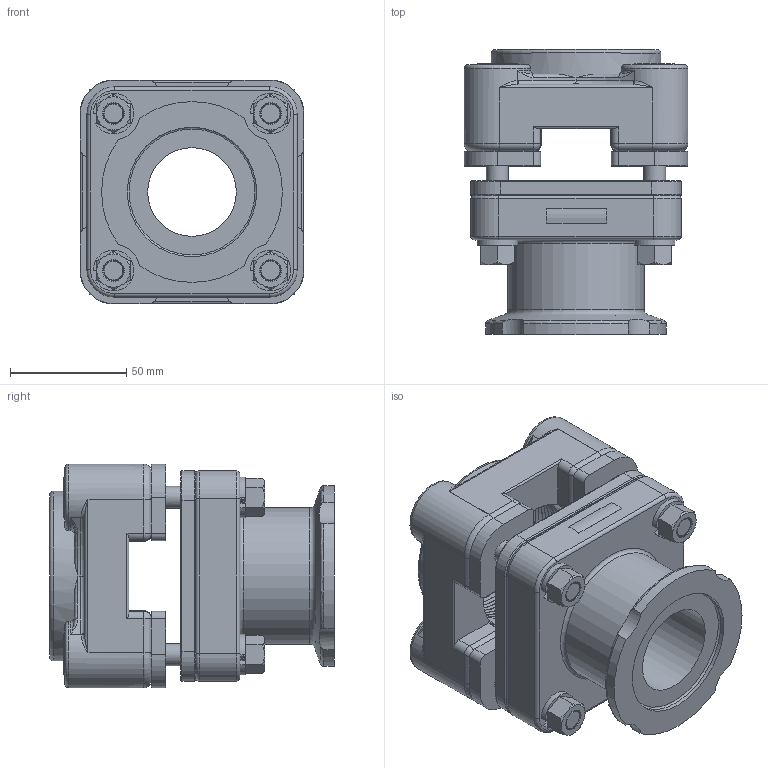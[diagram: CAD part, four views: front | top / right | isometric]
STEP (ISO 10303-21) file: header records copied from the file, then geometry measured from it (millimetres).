
FILE_DESCRIPTION(/* description */ ('2" MANIFOLD BOTTOM DRAIN FLANGE TANK FITTING '),/* implementation_level */ '2;1');
FILE_NAME(/* name */ 'MBF200BD.stp',/* time_stamp */ '2020-04-24T10:59:59-04:00',/* author */ ('CAB'),/* organization */ (''),/* preprocessor_version */ 'ST-DEVELOPER v17.2',/* originating_system */ 'Autodesk Inventor 2019',/* authorisation */ '');
FILE_SCHEMA (('AUTOMOTIVE_DESIGN { 1 0 10303 214 3 1 1 }'));
Length unit declared in the file: inch
Products named in the file (10): MBF200BD; BF201BD; V20191; BF200GFE; BF200GE; BF306; BF304A; V20018; V20019; VL1004
Assembly tree (24 placements, depth 2):
  MBF200BD
    BF201BD
    V20191
    BF200GFE  x4
    BF200GE
    BF306  x4
    BF304A  x4
    V20018  x4
    V20019  x4
    VL1004
Bounding box: 96.07 x 122.43 x 96.07 mm (x, y, z)
Volume: 472780.8 mm3; surface area: 130371.5 mm2
Topology: 24 solids, 24 shells, 1233 faces, 3174 edges, 2017 vertices
Faces by surface type: cylinder 411, plane 359, cone 298, torus 80, bspline 73, sphere 12
Full cylindrical faces by diameter (mm): 8.236 x60, 9.525 x60, 9.652 x4, 10.312 x4, 10.414 x4, 10.716 x4, 18.161 x4, 18.847 x8, 19.05 x4, 38.1 x1, 55.626 x1, 57.15 x1, 58.674 x1, 72.898 x1
Entity records: 26128 total; most frequent: CARTESIAN_POINT 9400, ORIENTED_EDGE 3476, DIRECTION 3355, EDGE_CURVE 1738, AXIS2_PLACEMENT_3D 1282, VERTEX_POINT 1102, LINE 791, VECTOR 791
